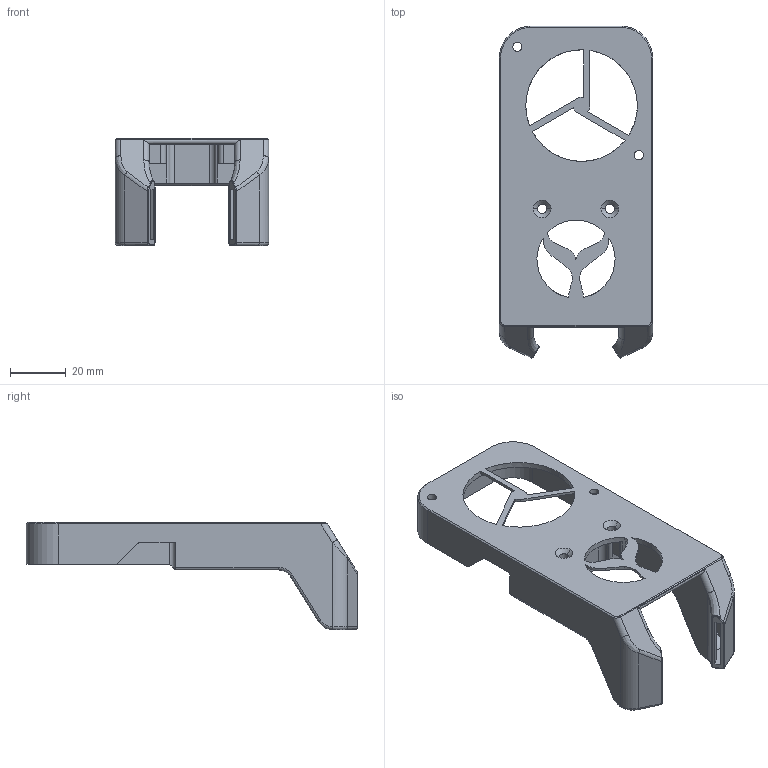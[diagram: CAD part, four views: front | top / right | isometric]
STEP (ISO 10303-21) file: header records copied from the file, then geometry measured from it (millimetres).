
FILE_DESCRIPTION (( 'STEP AP214' ), '1' );
FILE_NAME ('5015絳瑞諳腔萵掛.STEP', '2023-04-09T03:04:02', ( '' ), ( '' ), 'SwSTEP 2.0', 'SolidWorks 2020', '' );
FILE_SCHEMA (( 'AUTOMOTIVE_DESIGN' ));
Length unit declared in the file: millimetre
Products named in the file (1): 5015絳瑞諳腔萵掛
Bounding box: 55 x 118.86 x 38.35 mm (x, y, z)
Volume: 26458.4 mm3; surface area: 29260 mm2
Topology: 1 solids, 1 shells, 246 faces, 680 edges, 433 vertices
Faces by surface type: cylinder 119, plane 93, bspline 16, torus 12, cone 6
Entity records: 8565 total; most frequent: CARTESIAN_POINT 2201, ORIENTED_EDGE 1360, DIRECTION 1339, EDGE_CURVE 680, AXIS2_PLACEMENT_3D 487, VERTEX_POINT 433, VECTOR 365, LINE 365
